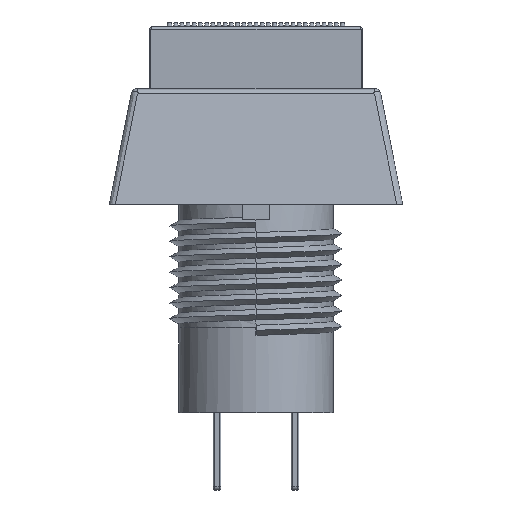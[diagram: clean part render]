
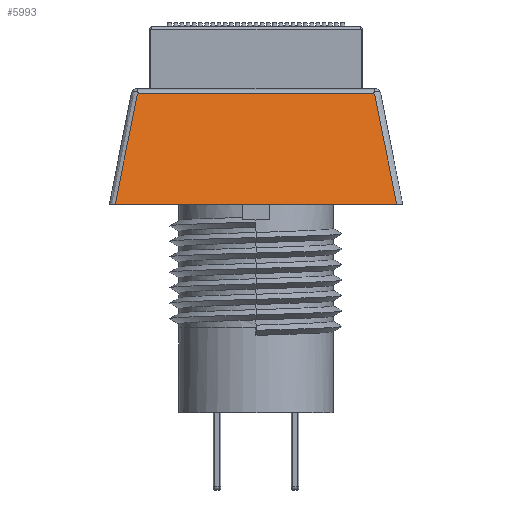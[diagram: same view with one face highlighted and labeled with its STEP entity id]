
A CAD part, front view. The second image highlights one B-rep face of the part: STEP entity #5993.
In plain terms, the highlighted free-form (B-spline) face has degree [1, 1] with [2, 2] control points.
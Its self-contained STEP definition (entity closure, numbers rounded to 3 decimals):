
#4919 = VERTEX_POINT('',#4920);
#4920 = CARTESIAN_POINT('',(9.108,-7.5,0.));
#4945 = EDGE_CURVE('',#4919,#4946,#4948,.T.);
#4946 = VERTEX_POINT('',#4947);
#4947 = CARTESIAN_POINT('',(-9.108,-7.5,0.));
#4948 = LINE('',#4949,#4950);
#4949 = CARTESIAN_POINT('',(9.5,-7.5,0.));
#4950 = VECTOR('',#4951,1.);
#4951 = DIRECTION('',(-1.,0.,0.));
#5684 = EDGE_CURVE('',#4946,#5685,#5687,.T.);
#5685 = VERTEX_POINT('',#5686);
#5686 = CARTESIAN_POINT('',(-7.617,-6.064,
    7.178));
#5687 = B_SPLINE_CURVE_WITH_KNOTS('',12,(#5688,#5689,#5690,#5691,#5692,
    #5693,#5694,#5695,#5696,#5697,#5698,#5699,#5700,#5701,#5702,#5703,
    #5704,#5705,#5706,#5707,#5708,#5709,#5710,#5711,#5712,#5713,#5714,
    #5715,#5716,#5717,#5718,#5719,#5720,#5721,#5722),.UNSPECIFIED.,.F.,
  .F.,(13,11,11,13),(-0.296,0.077,7.617,
    7.864),.UNSPECIFIED.);
#5688 = CARTESIAN_POINT('',(-9.18,-7.572,
    -0.359));
#5689 = CARTESIAN_POINT('',(-9.173,-7.566,
    -0.328));
#5690 = CARTESIAN_POINT('',(-9.167,-7.56,
    -0.298));
#5691 = CARTESIAN_POINT('',(-9.161,-7.553,
    -0.267));
#5692 = CARTESIAN_POINT('',(-9.155,-7.547,
    -0.237));
#5693 = CARTESIAN_POINT('',(-9.149,-7.541,
    -0.207));
#5694 = CARTESIAN_POINT('',(-9.143,-7.535,
    -0.177));
#5695 = CARTESIAN_POINT('',(-9.137,-7.529,
    -0.147));
#5696 = CARTESIAN_POINT('',(-9.131,-7.524,
    -0.118));
#5697 = CARTESIAN_POINT('',(-9.125,-7.518,
    -0.088));
#5698 = CARTESIAN_POINT('',(-9.119,-7.512,
    -0.059));
#5699 = CARTESIAN_POINT('',(-9.114,-7.506,
    -0.029));
#5700 = CARTESIAN_POINT('',(-8.989,-7.382,
    0.592));
#5701 = CARTESIAN_POINT('',(-8.871,-7.263,
    1.184));
#5702 = CARTESIAN_POINT('',(-8.753,-7.145,
    1.775));
#5703 = CARTESIAN_POINT('',(-8.634,-7.027,
    2.367));
#5704 = CARTESIAN_POINT('',(-8.516,-6.909,
    2.957));
#5705 = CARTESIAN_POINT('',(-8.398,-6.79,
    3.548));
#5706 = CARTESIAN_POINT('',(-8.28,-6.672,
    4.138));
#5707 = CARTESIAN_POINT('',(-8.162,-6.554,
    4.728));
#5708 = CARTESIAN_POINT('',(-8.044,-6.436,
    5.318));
#5709 = CARTESIAN_POINT('',(-7.926,-6.318,
    5.908));
#5710 = CARTESIAN_POINT('',(-7.808,-6.2,
    6.5));
#5711 = CARTESIAN_POINT('',(-7.684,-6.077,
    7.116));
#5712 = CARTESIAN_POINT('',(-7.684,-6.077,7.114
    ));
#5713 = CARTESIAN_POINT('',(-7.684,-6.078,
    7.112));
#5714 = CARTESIAN_POINT('',(-7.676,-6.078,
    7.11));
#5715 = CARTESIAN_POINT('',(-7.675,-6.074,
    7.13));
#5716 = CARTESIAN_POINT('',(-7.667,-6.076,
    7.119));
#5717 = CARTESIAN_POINT('',(-7.661,-6.073,
    7.133));
#5718 = CARTESIAN_POINT('',(-7.654,-6.073,
    7.137));
#5719 = CARTESIAN_POINT('',(-7.646,-6.071,
    7.145));
#5720 = CARTESIAN_POINT('',(-7.637,-6.069,
    7.154));
#5721 = CARTESIAN_POINT('',(-7.627,-6.067,7.165
    ));
#5722 = CARTESIAN_POINT('',(-7.617,-6.064,
    7.178));
#5841 = EDGE_CURVE('',#4919,#5842,#5844,.T.);
#5842 = VERTEX_POINT('',#5843);
#5843 = CARTESIAN_POINT('',(7.617,-6.064,
    7.178));
#5844 = B_SPLINE_CURVE_WITH_KNOTS('',12,(#5845,#5846,#5847,#5848,#5849,
    #5850,#5851,#5852,#5853,#5854,#5855,#5856,#5857,#5858,#5859,#5860,
    #5861,#5862,#5863,#5864,#5865,#5866,#5867,#5868,#5869,#5870,#5871,
    #5872,#5873,#5874,#5875,#5876,#5877,#5878,#5879),.UNSPECIFIED.,.F.,
  .F.,(13,11,11,13),(-0.296,0.077,7.617,
    7.864),.UNSPECIFIED.);
#5845 = CARTESIAN_POINT('',(9.18,-7.572,
    -0.359));
#5846 = CARTESIAN_POINT('',(9.173,-7.566,
    -0.328));
#5847 = CARTESIAN_POINT('',(9.167,-7.56,
    -0.298));
#5848 = CARTESIAN_POINT('',(9.161,-7.553,
    -0.267));
#5849 = CARTESIAN_POINT('',(9.155,-7.547,
    -0.237));
#5850 = CARTESIAN_POINT('',(9.149,-7.541,
    -0.207));
#5851 = CARTESIAN_POINT('',(9.143,-7.535,
    -0.177));
#5852 = CARTESIAN_POINT('',(9.137,-7.529,-0.147
    ));
#5853 = CARTESIAN_POINT('',(9.131,-7.524,
    -0.118));
#5854 = CARTESIAN_POINT('',(9.125,-7.518,
    -0.088));
#5855 = CARTESIAN_POINT('',(9.119,-7.512,
    -0.059));
#5856 = CARTESIAN_POINT('',(9.114,-7.506,
    -0.029));
#5857 = CARTESIAN_POINT('',(8.989,-7.382,0.592
    ));
#5858 = CARTESIAN_POINT('',(8.871,-7.263,
    1.184));
#5859 = CARTESIAN_POINT('',(8.753,-7.145,
    1.775));
#5860 = CARTESIAN_POINT('',(8.634,-7.027,
    2.367));
#5861 = CARTESIAN_POINT('',(8.516,-6.909,
    2.957));
#5862 = CARTESIAN_POINT('',(8.398,-6.79,3.548)
  );
#5863 = CARTESIAN_POINT('',(8.28,-6.672,4.138
    ));
#5864 = CARTESIAN_POINT('',(8.162,-6.554,
    4.728));
#5865 = CARTESIAN_POINT('',(8.044,-6.436,
    5.318));
#5866 = CARTESIAN_POINT('',(7.926,-6.318,
    5.908));
#5867 = CARTESIAN_POINT('',(7.808,-6.2,6.5)
  );
#5868 = CARTESIAN_POINT('',(7.684,-6.077,
    7.116));
#5869 = CARTESIAN_POINT('',(7.684,-6.077,
    7.114));
#5870 = CARTESIAN_POINT('',(7.684,-6.078,
    7.112));
#5871 = CARTESIAN_POINT('',(7.676,-6.078,7.11
    ));
#5872 = CARTESIAN_POINT('',(7.675,-6.074,7.13
    ));
#5873 = CARTESIAN_POINT('',(7.667,-6.076,7.119
    ));
#5874 = CARTESIAN_POINT('',(7.661,-6.073,7.133
    ));
#5875 = CARTESIAN_POINT('',(7.654,-6.073,
    7.137));
#5876 = CARTESIAN_POINT('',(7.646,-6.071,7.145
    ));
#5877 = CARTESIAN_POINT('',(7.637,-6.069,
    7.154));
#5878 = CARTESIAN_POINT('',(7.627,-6.067,
    7.165));
#5879 = CARTESIAN_POINT('',(7.617,-6.064,
    7.178));
#5993 = ADVANCED_FACE('',(#5994),#6007,.F.);
#5994 = FACE_BOUND('',#5995,.F.);
#5995 = EDGE_LOOP('',(#5996,#6004,#6005,#6006));
#5996 = ORIENTED_EDGE('',*,*,#5997,.F.);
#5997 = EDGE_CURVE('',#5842,#5685,#5998,.T.);
#5998 = B_SPLINE_CURVE_WITH_KNOTS('',2,(#5999,#6000,#6001,#6002,#6003),
  .UNSPECIFIED.,.F.,.F.,(3,1,1,3),(-0.848,-0.064,
    16.064,16.848),.UNSPECIFIED.);
#5999 = CARTESIAN_POINT('',(8.848,-6.064,
    7.178));
#6000 = CARTESIAN_POINT('',(8.456,-6.064,
    7.178));
#6001 = CARTESIAN_POINT('',(0.,-6.064,7.178));
#6002 = CARTESIAN_POINT('',(-8.456,-6.064,
    7.178));
#6003 = CARTESIAN_POINT('',(-8.848,-6.064,
    7.178));
#6004 = ORIENTED_EDGE('',*,*,#5841,.F.);
#6005 = ORIENTED_EDGE('',*,*,#4945,.T.);
#6006 = ORIENTED_EDGE('',*,*,#5684,.T.);
#6007 = B_SPLINE_SURFACE_WITH_KNOTS('',1,1,(
    (#6008,#6009)
    ,(#6010,#6011
    )),.UNSPECIFIED.,.F.,.F.,.F.,(2,2),(2,2),(0.,19.),(0.,1.),
  .PIECEWISE_BEZIER_KNOTS.);
#6008 = CARTESIAN_POINT('',(9.5,-7.5,0.));
#6009 = CARTESIAN_POINT('',(8.,-6.,7.5));
#6010 = CARTESIAN_POINT('',(-9.5,-7.5,0.));
#6011 = CARTESIAN_POINT('',(-8.,-6.,7.5));
